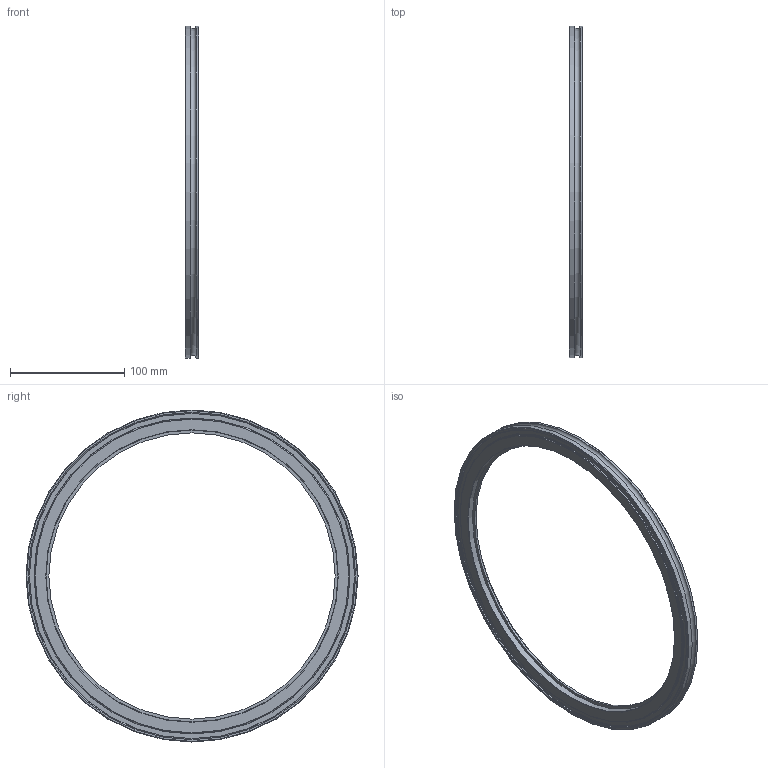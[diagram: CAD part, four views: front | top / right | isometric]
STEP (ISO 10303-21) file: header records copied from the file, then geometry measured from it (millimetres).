
FILE_DESCRIPTION(/* description */ (''),/* implementation_level */ '2;1');
FILE_NAME(/* name */ 'FL-250LF-W.stp',/* time_stamp */ '2018-07-12T12:15:16+01:00',/* author */ ('paul'),/* organization */ (''),/* preprocessor_version */ 'ST-DEVELOPER v17',/* originating_system */ 'Autodesk Inventor 2019',/* authorisation */ '');
FILE_SCHEMA (('AUTOMOTIVE_DESIGN { 1 0 10303 214 3 1 1 }'));
Length unit declared in the file: millimetre
Products named in the file (1): FL-250LF-W
Bounding box: 12 x 290 x 290 mm (x, y, z)
Volume: 155117 mm3; surface area: 59160.3 mm2
Topology: 1 solids, 1 shells, 21 faces, 50 edges, 35 vertices
Faces by surface type: cylinder 7, plane 6, torus 5, cone 3
Full cylindrical faces by diameter (mm): 250 x1, 255 x1, 261 x1, 275 x1, 285 x1, 290 x2
Entity records: 687 total; most frequent: DIRECTION 134, CARTESIAN_POINT 107, ORIENTED_EDGE 100, AXIS2_PLACEMENT_3D 62, EDGE_CURVE 50, CIRCLE 40, VERTEX_POINT 35, EDGE_LOOP 27
